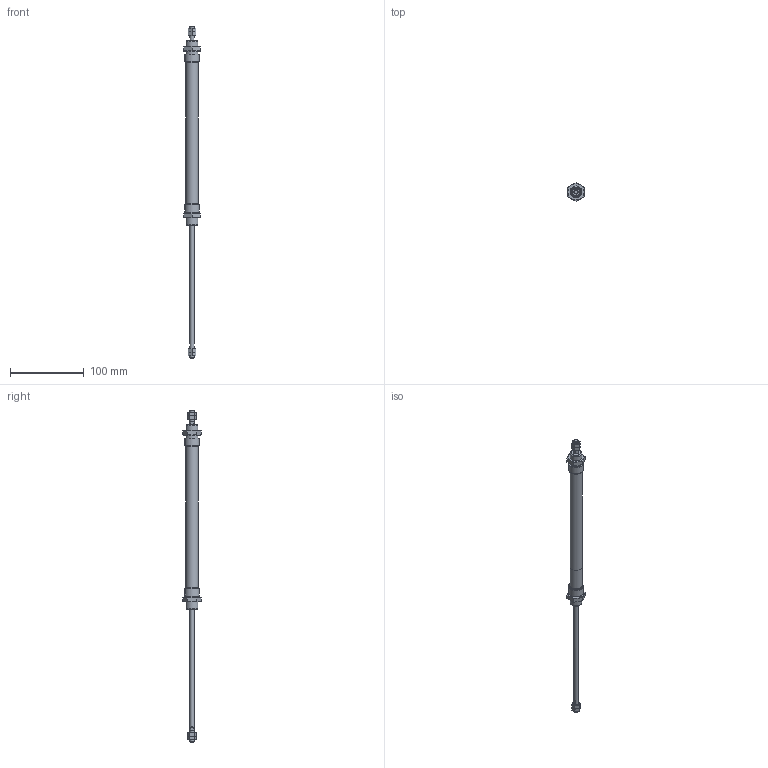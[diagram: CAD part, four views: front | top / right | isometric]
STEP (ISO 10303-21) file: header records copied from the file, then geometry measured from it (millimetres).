
FILE_DESCRIPTION( ( 'STEP AP203' ), '1' );
FILE_NAME( 'MCMI-21-16-160_POS_0.stp', '2021-03-10T19:29:56', ( 'License CC BY-ND 4.0' ), ( 'CADENAS' ), ' ', 'PARTsolutions', ' ' );
FILE_SCHEMA( ( 'CONFIG_CONTROL_DESIGN' ) );
Length unit declared in the file: millimetre
Products named in the file (5): MCMI-21-16-160_POS_0; _MCMI-21-16-160-0_(0_b); _MCMI-21-16-160-0_(0_r); _MCMI-16_n; _MCMI-16_n2
Assembly tree (8 placements, depth 2):
  MCMI-21-16-160_POS_0
    _MCMI-21-16-160-0_(0_b)
    _MCMI-21-16-160-0_(0_r)
    _MCMI-16_n  x4
    _MCMI-16_n2  x2
Bounding box: 22 x 25.4 x 450.5 mm (x, y, z)
Volume: 40992.6 mm3; surface area: 39161.6 mm2
Topology: 8 solids, 8 shells, 199 faces, 424 edges, 253 vertices
Faces by surface type: cone 92, plane 80, cylinder 25, torus 2
Full cylindrical faces by diameter (mm): 4.134 x2, 4.917 x4, 6 x4, 14.376 x2, 16 x4, 17.2 x1, 18 x2
Entity records: 2932 total; most frequent: CARTESIAN_POINT 634, DIRECTION 456, ORIENTED_EDGE 372, AXIS2_PLACEMENT_3D 202, EDGE_CURVE 186, EDGE_LOOP 156, VERTEX_POINT 132, FACE_OUTER_BOUND 124
